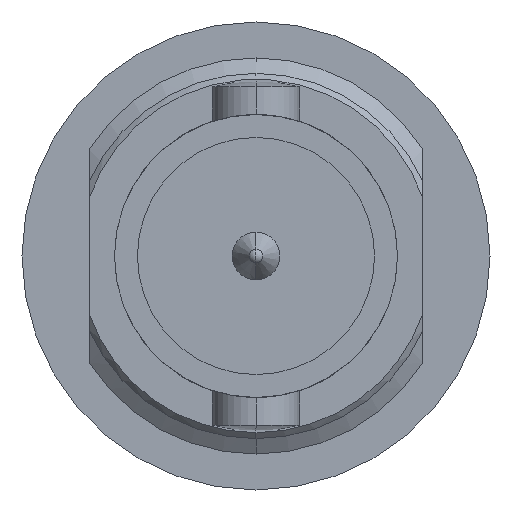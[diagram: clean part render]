
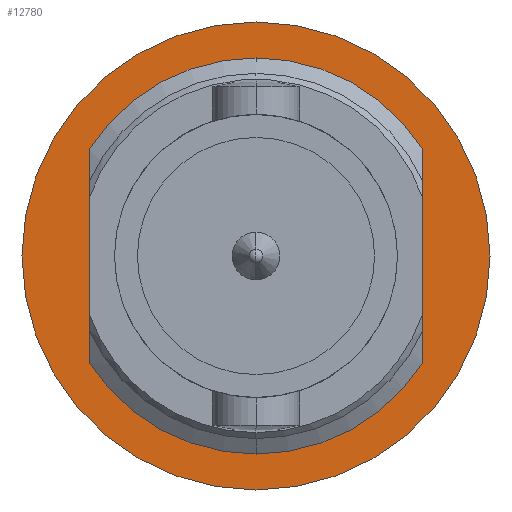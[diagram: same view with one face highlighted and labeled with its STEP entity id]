
A CAD part, left-side view. The second image highlights one B-rep face of the part: STEP entity #12780.
In plain terms, the highlighted planar face has unit normal (-1, 0, 0).
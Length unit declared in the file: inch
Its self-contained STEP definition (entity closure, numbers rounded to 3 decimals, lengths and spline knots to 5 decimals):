
#664 = DIRECTION ( 'NONE',  ( 0., 0., 1. ) ) ;
#1018 = ORIENTED_EDGE ( 'NONE', *, *, #30582, .T. ) ;
#1821 = DIRECTION ( 'NONE',  ( -1., 0., 0. ) ) ;
#4112 = DIRECTION ( 'NONE',  ( -1., 0., 0. ) ) ;
#4730 = ORIENTED_EDGE ( 'NONE', *, *, #43798, .F. ) ;
#4731 = VECTOR ( 'NONE', #34167, 39.37008 ) ;
#5852 = EDGE_CURVE ( 'NONE', #44492, #21715, #42812, .T. ) ;
#5970 = DIRECTION ( 'NONE',  ( 0., 0., 1. ) ) ;
#6577 = FACE_OUTER_BOUND ( 'NONE', #21354, .T. ) ;
#6821 = CARTESIAN_POINT ( 'NONE',  ( 0.45734, 0.10534, 0.03168 ) ) ;
#8544 = CARTESIAN_POINT ( 'NONE',  ( 0.45734, -0.10534, 0.03168 ) ) ;
#8619 = EDGE_CURVE ( 'NONE', #24658, #32795, #10122, .T. ) ;
#10075 = VECTOR ( 'NONE', #30568, 39.37008 ) ;
#10122 = CIRCLE ( 'NONE', #14102, 0.11 ) ;
#11616 = CIRCLE ( 'NONE', #32424, 0.14764 ) ;
#11796 = CARTESIAN_POINT ( 'NONE',  ( 0.45734, 0., 0. ) ) ;
#12684 = AXIS2_PLACEMENT_3D ( 'NONE', #11796, #1821, #29358 ) ;
#12780 = ADVANCED_FACE ( 'NONE', ( #6577, #29413 ), #35953, .F. ) ;
#14102 = AXIS2_PLACEMENT_3D ( 'NONE', #17745, #4112, #664 ) ;
#15393 = AXIS2_PLACEMENT_3D ( 'NONE', #36410, #22797, #15510 ) ;
#15510 = DIRECTION ( 'NONE',  ( 0., 0., 1. ) ) ;
#17745 = CARTESIAN_POINT ( 'NONE',  ( 0.45734, 0., 0. ) ) ;
#19023 = DIRECTION ( 'NONE',  ( 1., 0., 0. ) ) ;
#19658 = DIRECTION ( 'NONE',  ( -1., 0., 0. ) ) ;
#19665 = CARTESIAN_POINT ( 'NONE',  ( 0.45734, -0.10534, -0.06725 ) ) ;
#19955 = CARTESIAN_POINT ( 'NONE',  ( 0.45734, 0., 0. ) ) ;
#20934 = ORIENTED_EDGE ( 'NONE', *, *, #8619, .F. ) ;
#21016 = LINE ( 'NONE', #23855, #4731 ) ;
#21354 = EDGE_LOOP ( 'NONE', ( #22437, #35050 ) ) ;
#21715 = VERTEX_POINT ( 'NONE', #43985 ) ;
#22437 = ORIENTED_EDGE ( 'NONE', *, *, #41882, .T. ) ;
#22797 = DIRECTION ( 'NONE',  ( -1., 0., 0. ) ) ;
#23252 = CIRCLE ( 'NONE', #15393, 0.11 ) ;
#23855 = CARTESIAN_POINT ( 'NONE',  ( 0.45734, 0.10534, -0.06725 ) ) ;
#24658 = VERTEX_POINT ( 'NONE', #34962 ) ;
#24901 = AXIS2_PLACEMENT_3D ( 'NONE', #19955, #26773, #5970 ) ;
#25383 = DIRECTION ( 'NONE',  ( 0., 0., -1. ) ) ;
#25842 = CARTESIAN_POINT ( 'NONE',  ( 0.45734, 0., -0.14764 ) ) ;
#26773 = DIRECTION ( 'NONE',  ( -1., 0., 0. ) ) ;
#27989 = ORIENTED_EDGE ( 'NONE', *, *, #5852, .F. ) ;
#28241 = ORIENTED_EDGE ( 'NONE', *, *, #44646, .F. ) ;
#28459 = EDGE_LOOP ( 'NONE', ( #4730, #1018, #27989, #28241, #20934 ) ) ;
#29352 = CARTESIAN_POINT ( 'NONE',  ( 0.45734, 0.10534, -0.03168 ) ) ;
#29358 = DIRECTION ( 'NONE',  ( 0., 0., 1. ) ) ;
#29413 = FACE_BOUND ( 'NONE', #28459, .T. ) ;
#30194 = VERTEX_POINT ( 'NONE', #8544 ) ;
#30568 = DIRECTION ( 'NONE',  ( 0., 0., -1. ) ) ;
#30582 = EDGE_CURVE ( 'NONE', #30194, #21715, #43081, .T. ) ;
#31241 = CARTESIAN_POINT ( 'NONE',  ( 0.45734, 0., 0.14764 ) ) ;
#31454 = VERTEX_POINT ( 'NONE', #25842 ) ;
#32424 = AXIS2_PLACEMENT_3D ( 'NONE', #40412, #19658, #43818 ) ;
#32795 = VERTEX_POINT ( 'NONE', #6821 ) ;
#33454 = CIRCLE ( 'NONE', #12684, 0.14764 ) ;
#33867 = EDGE_CURVE ( 'NONE', #31454, #41380, #11616, .T. ) ;
#34167 = DIRECTION ( 'NONE',  ( 0., 0., -1. ) ) ;
#34962 = CARTESIAN_POINT ( 'NONE',  ( 0.45734, 0., 0.11 ) ) ;
#35050 = ORIENTED_EDGE ( 'NONE', *, *, #33867, .T. ) ;
#35953 = PLANE ( 'NONE',  #36338 ) ;
#36338 = AXIS2_PLACEMENT_3D ( 'NONE', #39762, #19023, #25383 ) ;
#36410 = CARTESIAN_POINT ( 'NONE',  ( 0.45734, 0., 0. ) ) ;
#39762 = CARTESIAN_POINT ( 'NONE',  ( 0.45734, 0., 0. ) ) ;
#40412 = CARTESIAN_POINT ( 'NONE',  ( 0.45734, 0., 0. ) ) ;
#41380 = VERTEX_POINT ( 'NONE', #31241 ) ;
#41882 = EDGE_CURVE ( 'NONE', #41380, #31454, #33454, .T. ) ;
#42812 = CIRCLE ( 'NONE', #24901, 0.11 ) ;
#43081 = LINE ( 'NONE', #19665, #10075 ) ;
#43798 = EDGE_CURVE ( 'NONE', #30194, #24658, #23252, .T. ) ;
#43818 = DIRECTION ( 'NONE',  ( 0., 0., 1. ) ) ;
#43985 = CARTESIAN_POINT ( 'NONE',  ( 0.45734, -0.10534, -0.03168 ) ) ;
#44492 = VERTEX_POINT ( 'NONE', #29352 ) ;
#44646 = EDGE_CURVE ( 'NONE', #32795, #44492, #21016, .T. ) ;
